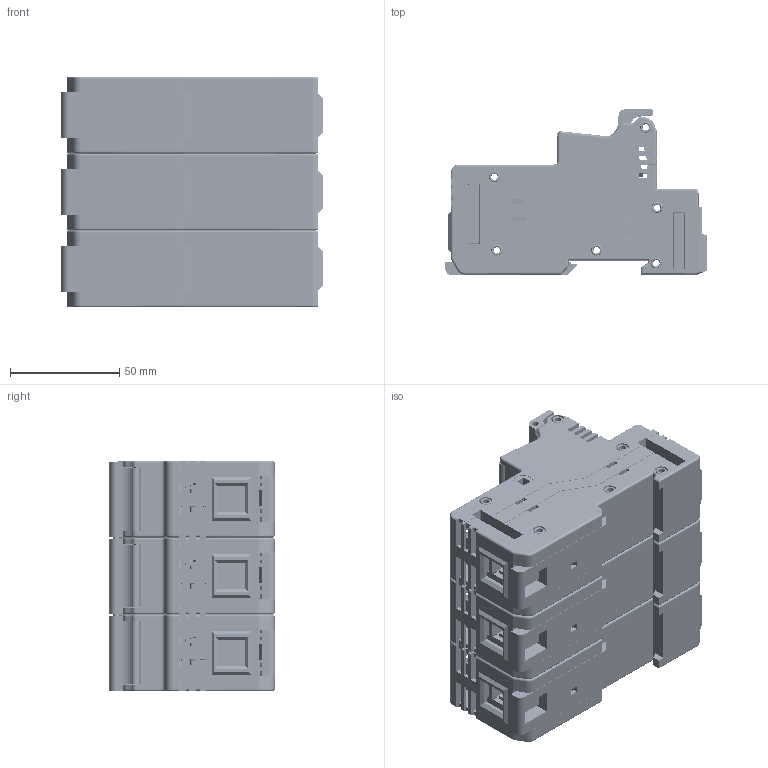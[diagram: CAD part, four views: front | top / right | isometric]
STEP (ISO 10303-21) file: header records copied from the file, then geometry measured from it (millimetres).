
FILE_DESCRIPTION(/* description */ (''),/* implementation_level */ '2;1');
FILE_NAME(/* name */ 'RT18-125 3P.prt.stp',/* time_stamp */ '2024-01-18T12:14:15+08:00',/* author */ (''),/* organization */ (''),/* preprocessor_version */ 'ST-DEVELOPER v16',/* originating_system */ 'SIEMENS PLM Software NX 10.0',/* authorisation */ '');
FILE_SCHEMA (('CONFIG_CONTROL_DESIGN'));
Products named in the file (4): 铆钉74.5; 销钉; RT18-125 1P; RT18-125 3P
Assembly tree (11 placements, depth 2):
  RT18-125 3P
    RT18-125 1P  x3
    销钉  x2
    铆钉74.5  x6
Bounding box: 119.66 x 75.98 x 105.6 mm (x, y, z)
Volume: 290940.9 mm3; surface area: 321715.7 mm2
Topology: 71 solids, 71 shells, 5172 faces, 14817 edges, 9742 vertices
Faces by surface type: plane 3805, cylinder 1121, cone 111, torus 69, bspline 66
Full cylindrical faces by diameter (mm): 3 x8, 3.2 x6, 3.5 x6, 5 x6, 5.2 x18, 8.5 x6, 8.8 x6, 23 x3
Entity records: 67666 total; most frequent: CARTESIAN_POINT 21561, ORIENTED_EDGE 9790, DIRECTION 9057, EDGE_CURVE 4895, LINE 3779, VECTOR 3779, VERTEX_POINT 3230, AXIS2_PLACEMENT_3D 2639
